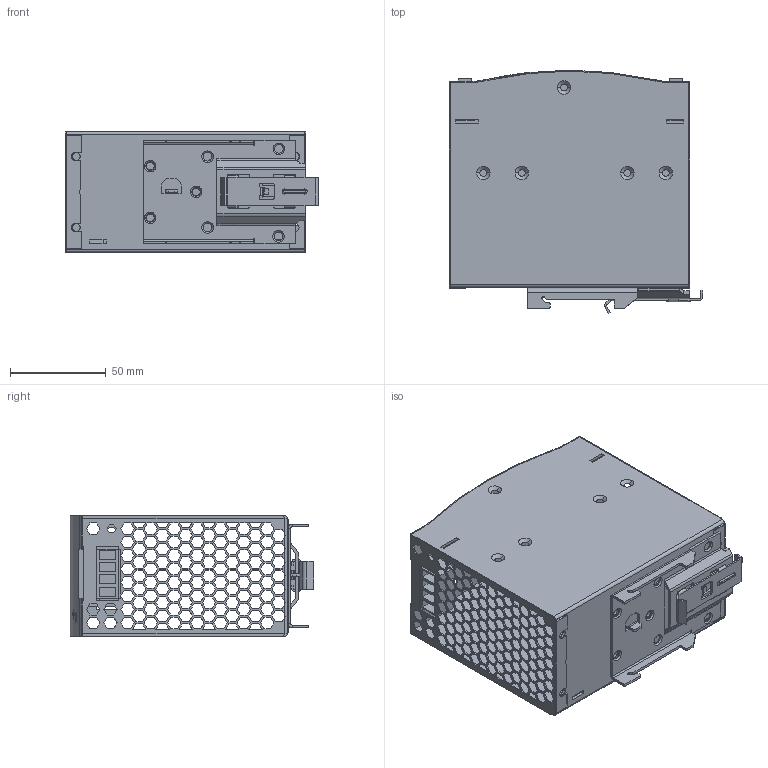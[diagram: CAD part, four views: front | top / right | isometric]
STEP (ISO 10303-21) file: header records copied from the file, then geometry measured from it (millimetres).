
FILE_DESCRIPTION (( 'STEP AP214' ), '1' );
FILE_NAME ('CDKN-240W軞蚾.STEP', '2025-03-11T02:32:27', ( 'China' ), ( 'Home' ), 'SwSTEP 2.0', 'SolidWorks 2019', '' );
FILE_SCHEMA (( 'AUTOMOTIVE_DESIGN' ));
Length unit declared in the file: millimetre
Products named in the file (7): KN240絳寢釱; CDKN-240W軞蚾; CDKN-240W菁釱; 傷赽3p; KN絳寢饜璃75-120W; CDKN-240W奻裔; 傷赽4p
Assembly tree (6 placements, depth 2):
  CDKN-240W軞蚾
    CDKN-240W菁釱
    CDKN-240W奻裔
    傷赽3p
    傷赽4p
    KN絳寢饜璃75-120W
    KN240絳寢釱
Bounding box: 131.92 x 126.81 x 63 mm (x, y, z)
Volume: 74969 mm3; surface area: 118831.9 mm2
Topology: 7 solids, 7 shells, 2070 faces, 5980 edges, 3940 vertices
Faces by surface type: plane 1819, cylinder 221, cone 26, torus 4
Entity records: 68547 total; most frequent: CARTESIAN_POINT 12363, ORIENTED_EDGE 11960, DIRECTION 10566, EDGE_CURVE 5980, VECTOR 5476, LINE 5476, VERTEX_POINT 3940, EDGE_LOOP 2660
